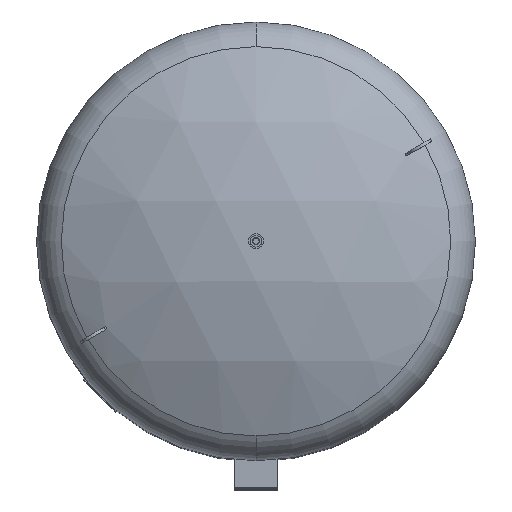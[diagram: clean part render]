
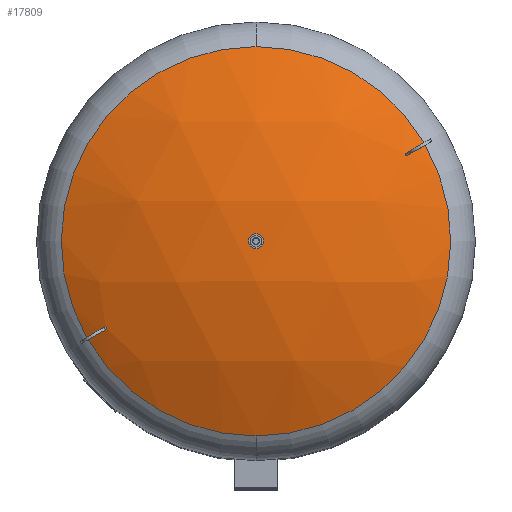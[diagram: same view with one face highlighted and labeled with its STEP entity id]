
A CAD part, top view. The second image highlights one B-rep face of the part: STEP entity #17809.
In plain terms, the highlighted spherical face has radius 1006 mm.
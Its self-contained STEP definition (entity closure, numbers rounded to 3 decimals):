
#17221=CARTESIAN_POINT('',(0.,-443.778,1865.827));
#17222=VERTEX_POINT('',#17221);
#17238=CARTESIAN_POINT('',(0.,443.778,1865.827));
#17239=VERTEX_POINT('',#17238);
#17247=CARTESIAN_POINT('',(382.814,224.482,1865.827));
#17248=VERTEX_POINT('',#17247);
#17249=CARTESIAN_POINT('',(0.,0.,1865.827));
#17250=DIRECTION('',(0.0,0.0,-1.0));
#17251=DIRECTION('',(1.0,0.0,0.0));
#17252=AXIS2_PLACEMENT_3D('',#17249,#17250,#17251);
#17253=CIRCLE('',#17252,443.778);
#17254=EDGE_CURVE('',#17239,#17248,#17253,.T.);
#17281=CARTESIAN_POINT('',(385.814,219.286,1865.827));
#17282=VERTEX_POINT('',#17281);
#17294=CARTESIAN_POINT('',(0.,0.,1865.827));
#17295=DIRECTION('',(0.0,0.0,-1.0));
#17296=DIRECTION('',(1.0,0.0,0.0));
#17297=AXIS2_PLACEMENT_3D('',#17294,#17295,#17296);
#17298=CIRCLE('',#17297,443.778);
#17299=EDGE_CURVE('',#17282,#17222,#17298,.T.);
#17351=CARTESIAN_POINT('',(-382.814,-224.482,1865.827));
#17352=VERTEX_POINT('',#17351);
#17366=CARTESIAN_POINT('',(-339.752,-199.62,1888.611));
#17367=VERTEX_POINT('',#17366);
#17368=CARTESIAN_POINT('',(1.5,-2.598,963.));
#17369=DIRECTION('',(0.5,-0.866,0.0));
#17370=DIRECTION('',(0.0,0.0,1.0));
#17371=AXIS2_PLACEMENT_3D('',#17368,#17369,#17370);
#17372=CIRCLE('',#17371,1005.996);
#17373=EDGE_CURVE('',#17367,#17352,#17372,.T.);
#17416=CARTESIAN_POINT('',(-342.752,-194.424,1888.611));
#17417=VERTEX_POINT('',#17416);
#17418=CARTESIAN_POINT('',(-110.683,-63.903,927.593));
#17419=DIRECTION('',(0.835,0.482,0.267));
#17420=DIRECTION('',(0.0,0.485,-0.875));
#17421=AXIS2_PLACEMENT_3D('',#17418,#17419,#17420);
#17422=CIRCLE('',#17421,997.22);
#17423=EDGE_CURVE('',#17417,#17367,#17422,.T.);
#17501=CARTESIAN_POINT('',(-385.814,-219.286,1865.827));
#17502=VERTEX_POINT('',#17501);
#17523=CARTESIAN_POINT('',(-1.5,2.598,963.));
#17524=DIRECTION('',(-0.5,0.866,0.0));
#17525=DIRECTION('',(0.0,0.0,-1.0));
#17526=AXIS2_PLACEMENT_3D('',#17523,#17524,#17525);
#17527=CIRCLE('',#17526,1005.996);
#17528=EDGE_CURVE('',#17502,#17417,#17527,.T.);
#17555=CARTESIAN_POINT('',(0.,0.,1865.827));
#17556=DIRECTION('',(0.0,0.0,-1.0));
#17557=DIRECTION('',(1.0,0.0,0.0));
#17558=AXIS2_PLACEMENT_3D('',#17555,#17556,#17557);
#17559=CIRCLE('',#17558,443.778);
#17560=EDGE_CURVE('',#17222,#17352,#17559,.T.);
#17565=CARTESIAN_POINT('',(0.,0.,1865.827));
#17566=DIRECTION('',(0.0,0.0,-1.0));
#17567=DIRECTION('',(1.0,0.0,0.0));
#17568=AXIS2_PLACEMENT_3D('',#17565,#17566,#17567);
#17569=CIRCLE('',#17568,443.778);
#17570=EDGE_CURVE('',#17502,#17239,#17569,.T.);
#17590=CARTESIAN_POINT('',(339.752,199.62,1888.611));
#17591=VERTEX_POINT('',#17590);
#17592=CARTESIAN_POINT('',(-1.5,2.598,963.));
#17593=DIRECTION('',(-0.5,0.866,0.0));
#17594=DIRECTION('',(0.0,0.0,-1.0));
#17595=AXIS2_PLACEMENT_3D('',#17592,#17593,#17594);
#17596=CIRCLE('',#17595,1005.996);
#17597=EDGE_CURVE('',#17591,#17248,#17596,.T.);
#17640=CARTESIAN_POINT('',(342.752,194.424,1888.611));
#17641=VERTEX_POINT('',#17640);
#17642=CARTESIAN_POINT('',(110.683,63.903,927.593));
#17643=DIRECTION('',(-0.835,-0.482,0.267));
#17644=DIRECTION('',(0.0,0.485,0.875));
#17645=AXIS2_PLACEMENT_3D('',#17642,#17643,#17644);
#17646=CIRCLE('',#17645,997.22);
#17647=EDGE_CURVE('',#17641,#17591,#17646,.T.);
#17778=CARTESIAN_POINT('',(1.5,-2.598,963.));
#17779=DIRECTION('',(0.5,-0.866,0.0));
#17780=DIRECTION('',(0.0,0.0,1.0));
#17781=AXIS2_PLACEMENT_3D('',#17778,#17779,#17780);
#17782=CIRCLE('',#17781,1005.996);
#17783=EDGE_CURVE('',#17282,#17641,#17782,.T.);
#17792=CARTESIAN_POINT('',(0.,0.,963.));
#17793=DIRECTION('',(0.0,-1.0,0.0));
#17794=DIRECTION('',(-1.0,0.0,0.0));
#17795=AXIS2_PLACEMENT_3D('',#17792,#17793,#17794);
#17796=SPHERICAL_SURFACE('',#17795,1006.);
#17797=ORIENTED_EDGE('',*,*,#17373,.T.);
#17798=ORIENTED_EDGE('',*,*,#17560,.F.);
#17799=ORIENTED_EDGE('',*,*,#17299,.F.);
#17800=ORIENTED_EDGE('',*,*,#17783,.T.);
#17801=ORIENTED_EDGE('',*,*,#17647,.T.);
#17802=ORIENTED_EDGE('',*,*,#17597,.T.);
#17803=ORIENTED_EDGE('',*,*,#17254,.F.);
#17804=ORIENTED_EDGE('',*,*,#17570,.F.);
#17805=ORIENTED_EDGE('',*,*,#17528,.T.);
#17806=ORIENTED_EDGE('',*,*,#17423,.T.);
#17807=EDGE_LOOP('',(#17797,#17798,#17799,#17800,#17801,#17802,#17803,#17804,#17805,#17806));
#17808=FACE_OUTER_BOUND('',#17807,.T.);
#17809=ADVANCED_FACE('',(#17808),#17796,.T.);
